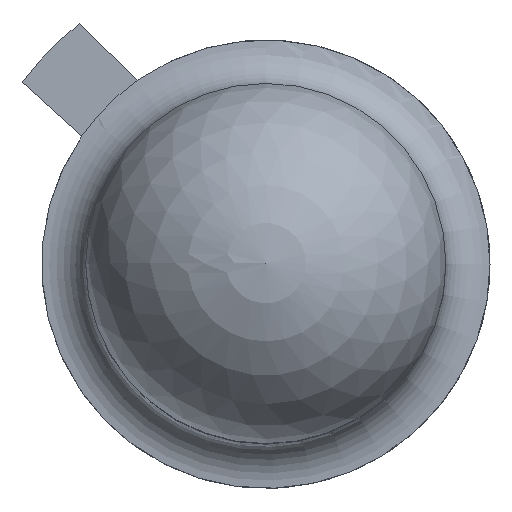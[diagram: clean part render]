
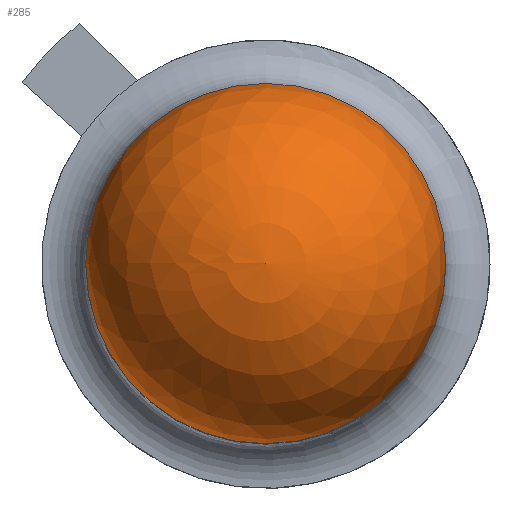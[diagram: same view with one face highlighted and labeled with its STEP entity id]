
A CAD part, top view. The second image highlights one B-rep face of the part: STEP entity #285.
In plain terms, the highlighted spherical face has radius 2.25 mm.
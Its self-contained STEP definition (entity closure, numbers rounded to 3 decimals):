
#13=SPHERICAL_SURFACE('',#339,2.25);
#89=FACE_OUTER_BOUND('',#112,.T.);
#112=EDGE_LOOP('',(#251,#252,#253,#254));
#133=CIRCLE('',#340,2.25);
#134=CIRCLE('',#341,2.25);
#135=CIRCLE('',#342,2.25);
#156=VERTEX_POINT('',#515);
#157=VERTEX_POINT('',#516);
#158=VERTEX_POINT('',#518);
#189=EDGE_CURVE('',#156,#157,#133,.T.);
#190=EDGE_CURVE('',#158,#157,#134,.T.);
#191=EDGE_CURVE('',#157,#156,#135,.T.);
#251=ORIENTED_EDGE('',*,*,#189,.T.);
#252=ORIENTED_EDGE('',*,*,#190,.F.);
#253=ORIENTED_EDGE('',*,*,#190,.T.);
#254=ORIENTED_EDGE('',*,*,#191,.T.);
#285=ADVANCED_FACE('',(#89),#13,.T.);
#339=AXIS2_PLACEMENT_3D('',#514,#428,#429);
#340=AXIS2_PLACEMENT_3D('',#517,#430,#431);
#341=AXIS2_PLACEMENT_3D('',#519,#432,#433);
#342=AXIS2_PLACEMENT_3D('',#520,#434,#435);
#428=DIRECTION('center_axis',(0.,0.,1.));
#429=DIRECTION('ref_axis',(1.,0.,0.));
#430=DIRECTION('center_axis',(0.,0.,1.));
#431=DIRECTION('ref_axis',(-1.,0.,0.));
#432=DIRECTION('center_axis',(0.,-1.,0.));
#433=DIRECTION('ref_axis',(-1.,0.,0.));
#434=DIRECTION('center_axis',(0.,0.,1.));
#435=DIRECTION('ref_axis',(-1.,0.,0.));
#514=CARTESIAN_POINT('Origin',(0.,0.,4.85));
#515=CARTESIAN_POINT('',(2.25,0.,4.85));
#516=CARTESIAN_POINT('',(-2.25,0.,4.85));
#517=CARTESIAN_POINT('Origin',(0.,0.,4.85));
#518=CARTESIAN_POINT('',(0.,0.,7.1));
#519=CARTESIAN_POINT('Origin',(0.,0.,4.85));
#520=CARTESIAN_POINT('Origin',(0.,0.,4.85));
